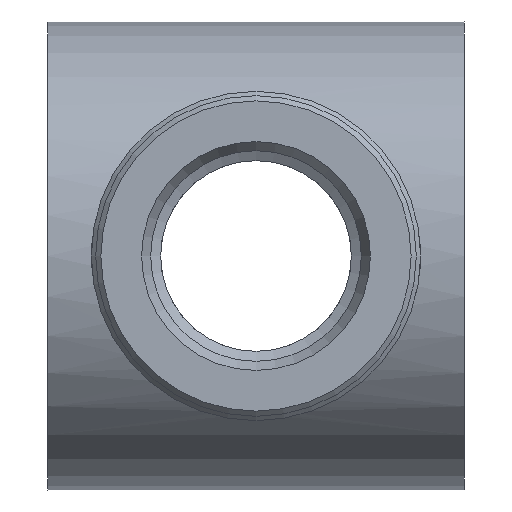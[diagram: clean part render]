
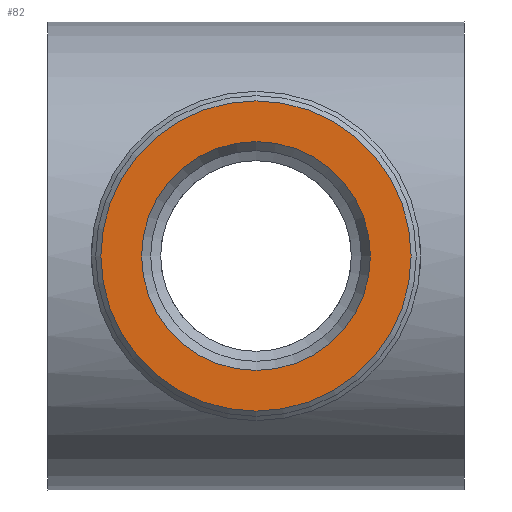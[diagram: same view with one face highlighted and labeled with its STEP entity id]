
A CAD part, left-side view. The second image highlights one B-rep face of the part: STEP entity #82.
In plain terms, the highlighted planar face has unit normal (-1, 0, 0).
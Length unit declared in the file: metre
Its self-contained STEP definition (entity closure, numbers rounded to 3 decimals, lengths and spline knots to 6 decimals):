
#82 = ADVANCED_FACE( 'NONE', ( #204, #205 ), #206, .T. );
#204 = FACE_OUTER_BOUND( '', #559, .T. );
#205 = FACE_BOUND( '', #560, .T. );
#206 = PLANE( '', #561 );
#559 = EDGE_LOOP( '', ( #1231 ) );
#560 = EDGE_LOOP( '', ( #1232 ) );
#561 = AXIS2_PLACEMENT_3D( '', #1233, #1234, #1235 );
#1231 = ORIENTED_EDGE( '', *, *, #1523, .F. );
#1232 = ORIENTED_EDGE( '', *, *, #1524, .T. );
#1233 = CARTESIAN_POINT( '', ( -0.0314, 0.00895, 0. ) );
#1234 = DIRECTION( '', ( -1., 0., 0. ) );
#1235 = DIRECTION( '', ( 0., 0., 1. ) );
#1523 = EDGE_CURVE( 'NONE', #1646, #1646, #1647, .T. );
#1524 = EDGE_CURVE( 'NONE', #1648, #1648, #1649, .T. );
#1646 = VERTEX_POINT( '', #1883 );
#1647 = CIRCLE( '', #1884, 0.00895 );
#1648 = VERTEX_POINT( '', #1885 );
#1649 = CIRCLE( '', #1886, 0.0066 );
#1883 = CARTESIAN_POINT( '', ( -0.0314, 0., -0.00895 ) );
#1884 = AXIS2_PLACEMENT_3D( '', #2368, #2369, #2370 );
#1885 = CARTESIAN_POINT( '', ( -0.0314, 0., -0.0066 ) );
#1886 = AXIS2_PLACEMENT_3D( '', #2371, #2372, #2373 );
#2368 = CARTESIAN_POINT( '', ( -0.0314, 0., 0. ) );
#2369 = DIRECTION( '', ( 1., 0., 0. ) );
#2370 = DIRECTION( '', ( 0., 0., -1. ) );
#2371 = CARTESIAN_POINT( '', ( -0.0314, 0., 0. ) );
#2372 = DIRECTION( '', ( 1., 0., 0. ) );
#2373 = DIRECTION( '', ( 0., 0., -1. ) );
